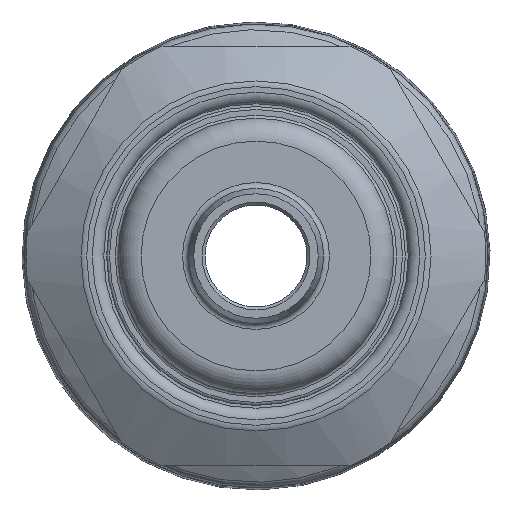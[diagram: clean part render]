
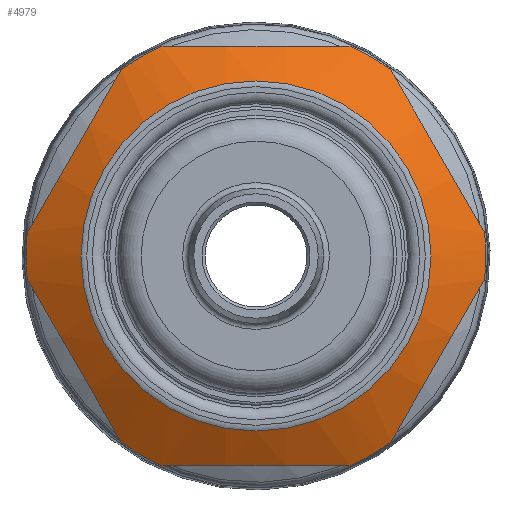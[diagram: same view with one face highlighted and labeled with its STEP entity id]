
A CAD part, front view. The second image highlights one B-rep face of the part: STEP entity #4979.
In plain terms, the highlighted conical face has half-angle 60 degrees and reference radius 17.78 mm.
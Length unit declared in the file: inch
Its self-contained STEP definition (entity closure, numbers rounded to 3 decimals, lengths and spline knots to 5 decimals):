
#209=(
BOUNDED_CURVE()
B_SPLINE_CURVE(2,(#11508,#11509,#11510),.UNSPECIFIED.,.F.,.F.)
B_SPLINE_CURVE_WITH_KNOTS((3,3),(0.,1.67512),.UNSPECIFIED.)
CURVE()
GEOMETRIC_REPRESENTATION_ITEM()
RATIONAL_B_SPLINE_CURVE((1.,1.096,1.))
REPRESENTATION_ITEM('')
);
#210=(
BOUNDED_CURVE()
B_SPLINE_CURVE(2,(#11514,#11515,#11516),.UNSPECIFIED.,.F.,.F.)
B_SPLINE_CURVE_WITH_KNOTS((3,3),(0.,1.67512),.UNSPECIFIED.)
CURVE()
GEOMETRIC_REPRESENTATION_ITEM()
RATIONAL_B_SPLINE_CURVE((1.,1.096,1.))
REPRESENTATION_ITEM('')
);
#211=(
BOUNDED_CURVE()
B_SPLINE_CURVE(2,(#11520,#11521,#11522),.UNSPECIFIED.,.F.,.F.)
B_SPLINE_CURVE_WITH_KNOTS((3,3),(0.,1.67512),.UNSPECIFIED.)
CURVE()
GEOMETRIC_REPRESENTATION_ITEM()
RATIONAL_B_SPLINE_CURVE((1.,1.096,1.))
REPRESENTATION_ITEM('')
);
#212=(
BOUNDED_CURVE()
B_SPLINE_CURVE(2,(#11526,#11527,#11528),.UNSPECIFIED.,.F.,.F.)
B_SPLINE_CURVE_WITH_KNOTS((3,3),(0.,1.67512),.UNSPECIFIED.)
CURVE()
GEOMETRIC_REPRESENTATION_ITEM()
RATIONAL_B_SPLINE_CURVE((1.,1.096,1.))
REPRESENTATION_ITEM('')
);
#213=(
BOUNDED_CURVE()
B_SPLINE_CURVE(2,(#11532,#11533,#11534),.UNSPECIFIED.,.F.,.F.)
B_SPLINE_CURVE_WITH_KNOTS((3,3),(0.,1.67512),.UNSPECIFIED.)
CURVE()
GEOMETRIC_REPRESENTATION_ITEM()
RATIONAL_B_SPLINE_CURVE((1.,1.096,1.))
REPRESENTATION_ITEM('')
);
#214=(
BOUNDED_CURVE()
B_SPLINE_CURVE(2,(#11538,#11539,#11540),.UNSPECIFIED.,.F.,.F.)
B_SPLINE_CURVE_WITH_KNOTS((3,3),(0.,1.67512),.UNSPECIFIED.)
CURVE()
GEOMETRIC_REPRESENTATION_ITEM()
RATIONAL_B_SPLINE_CURVE((1.,1.096,1.))
REPRESENTATION_ITEM('')
);
#725=FACE_OUTER_BOUND('',#1060,.T.);
#1060=EDGE_LOOP('',(#3940,#3941,#3942,#3943,#3944,#3945,#3946,#3947,#3948,
#3949,#3950,#3951,#3952,#3953,#3954,#3955));
#1301=LINE('',#11504,#1459);
#1459=VECTOR('',#6708,0.7);
#1707=CIRCLE('',#5520,0.60928);
#1709=CIRCLE('',#5524,0.8);
#1710=CIRCLE('',#5525,0.8);
#1711=CIRCLE('',#5526,0.8);
#1712=CIRCLE('',#5527,0.8);
#1713=CIRCLE('',#5528,0.8);
#1714=CIRCLE('',#5529,0.8);
#1715=CIRCLE('',#5530,0.8);
#2145=VERTEX_POINT('',#11496);
#2147=VERTEX_POINT('',#11503);
#2148=VERTEX_POINT('',#11505);
#2149=VERTEX_POINT('',#11507);
#2150=VERTEX_POINT('',#11511);
#2151=VERTEX_POINT('',#11513);
#2152=VERTEX_POINT('',#11517);
#2153=VERTEX_POINT('',#11519);
#2154=VERTEX_POINT('',#11523);
#2155=VERTEX_POINT('',#11525);
#2156=VERTEX_POINT('',#11529);
#2157=VERTEX_POINT('',#11531);
#2158=VERTEX_POINT('',#11535);
#2159=VERTEX_POINT('',#11537);
#2762=EDGE_CURVE('',#2145,#2145,#1707,.T.);
#2764=EDGE_CURVE('',#2145,#2147,#1301,.T.);
#2765=EDGE_CURVE('',#2148,#2147,#1709,.T.);
#2766=EDGE_CURVE('',#2149,#2148,#209,.T.);
#2767=EDGE_CURVE('',#2150,#2149,#1710,.T.);
#2768=EDGE_CURVE('',#2151,#2150,#210,.T.);
#2769=EDGE_CURVE('',#2152,#2151,#1711,.T.);
#2770=EDGE_CURVE('',#2153,#2152,#211,.T.);
#2771=EDGE_CURVE('',#2154,#2153,#1712,.T.);
#2772=EDGE_CURVE('',#2155,#2154,#212,.T.);
#2773=EDGE_CURVE('',#2156,#2155,#1713,.T.);
#2774=EDGE_CURVE('',#2157,#2156,#213,.T.);
#2775=EDGE_CURVE('',#2158,#2157,#1714,.T.);
#2776=EDGE_CURVE('',#2159,#2158,#214,.T.);
#2777=EDGE_CURVE('',#2147,#2159,#1715,.T.);
#3940=ORIENTED_EDGE('',*,*,#2762,.F.);
#3941=ORIENTED_EDGE('',*,*,#2764,.T.);
#3942=ORIENTED_EDGE('',*,*,#2765,.F.);
#3943=ORIENTED_EDGE('',*,*,#2766,.F.);
#3944=ORIENTED_EDGE('',*,*,#2767,.F.);
#3945=ORIENTED_EDGE('',*,*,#2768,.F.);
#3946=ORIENTED_EDGE('',*,*,#2769,.F.);
#3947=ORIENTED_EDGE('',*,*,#2770,.F.);
#3948=ORIENTED_EDGE('',*,*,#2771,.F.);
#3949=ORIENTED_EDGE('',*,*,#2772,.F.);
#3950=ORIENTED_EDGE('',*,*,#2773,.F.);
#3951=ORIENTED_EDGE('',*,*,#2774,.F.);
#3952=ORIENTED_EDGE('',*,*,#2775,.F.);
#3953=ORIENTED_EDGE('',*,*,#2776,.F.);
#3954=ORIENTED_EDGE('',*,*,#2777,.F.);
#3955=ORIENTED_EDGE('',*,*,#2764,.F.);
#4431=CONICAL_SURFACE('',#5523,0.7,1.047);
#4979=ADVANCED_FACE('',(#725),#4431,.T.);
#5520=AXIS2_PLACEMENT_3D('',#11498,#6700,#6701);
#5523=AXIS2_PLACEMENT_3D('',#11502,#6706,#6707);
#5524=AXIS2_PLACEMENT_3D('',#11506,#6709,#6710);
#5525=AXIS2_PLACEMENT_3D('',#11512,#6711,#6712);
#5526=AXIS2_PLACEMENT_3D('',#11518,#6713,#6714);
#5527=AXIS2_PLACEMENT_3D('',#11524,#6715,#6716);
#5528=AXIS2_PLACEMENT_3D('',#11530,#6717,#6718);
#5529=AXIS2_PLACEMENT_3D('',#11536,#6719,#6720);
#5530=AXIS2_PLACEMENT_3D('',#11541,#6721,#6722);
#6700=DIRECTION('center_axis',(0.,-1.,0.));
#6701=DIRECTION('ref_axis',(-1.,0.,0.));
#6706=DIRECTION('center_axis',(0.,1.,0.));
#6707=DIRECTION('ref_axis',(1.,0.,0.));
#6708=DIRECTION('',(-0.866,0.5,0.));
#6709=DIRECTION('center_axis',(0.,1.,0.));
#6710=DIRECTION('ref_axis',(-1.,0.,0.));
#6711=DIRECTION('center_axis',(0.,1.,0.));
#6712=DIRECTION('ref_axis',(-1.,0.,0.));
#6713=DIRECTION('center_axis',(0.,1.,0.));
#6714=DIRECTION('ref_axis',(-1.,0.,0.));
#6715=DIRECTION('center_axis',(0.,1.,0.));
#6716=DIRECTION('ref_axis',(-1.,0.,0.));
#6717=DIRECTION('center_axis',(0.,1.,0.));
#6718=DIRECTION('ref_axis',(-1.,0.,0.));
#6719=DIRECTION('center_axis',(0.,1.,0.));
#6720=DIRECTION('ref_axis',(-1.,0.,0.));
#6721=DIRECTION('center_axis',(0.,1.,0.));
#6722=DIRECTION('ref_axis',(-1.,0.,0.));
#11496=CARTESIAN_POINT('',(-0.60928,-2.06909,0.));
#11498=CARTESIAN_POINT('Origin',(0.,-2.06909,
0.));
#11502=CARTESIAN_POINT('Origin',(0.,-2.01671,
0.));
#11503=CARTESIAN_POINT('',(-0.8,-1.95898,0.));
#11504=CARTESIAN_POINT('',(-0.7,-2.01671,0.));
#11505=CARTESIAN_POINT('',(-0.79583,-1.95898,-0.08158));
#11506=CARTESIAN_POINT('Origin',(0.,-1.95898,0.));
#11507=CARTESIAN_POINT('',(-0.46857,-1.95898,-0.64842));
#11508=CARTESIAN_POINT('Ctrl Pts',(-0.46857,-1.95898,
-0.64842));
#11509=CARTESIAN_POINT('Ctrl Pts',(-0.6322,-2.03627,
-0.365));
#11510=CARTESIAN_POINT('Ctrl Pts',(-0.79583,-1.95898,
-0.08158));
#11511=CARTESIAN_POINT('',(-0.32726,-1.95898,-0.73));
#11512=CARTESIAN_POINT('Origin',(0.,-1.95898,0.));
#11513=CARTESIAN_POINT('',(0.32726,-1.95898,-0.73));
#11514=CARTESIAN_POINT('Ctrl Pts',(0.32726,-1.95898,
-0.73));
#11515=CARTESIAN_POINT('Ctrl Pts',(0.,-2.03627,
-0.73));
#11516=CARTESIAN_POINT('Ctrl Pts',(-0.32726,-1.95898,
-0.73));
#11517=CARTESIAN_POINT('',(0.46857,-1.95898,-0.64842));
#11518=CARTESIAN_POINT('Origin',(0.,-1.95898,0.));
#11519=CARTESIAN_POINT('',(0.79583,-1.95898,-0.08158));
#11520=CARTESIAN_POINT('Ctrl Pts',(0.79583,-1.95898,
-0.08158));
#11521=CARTESIAN_POINT('Ctrl Pts',(0.6322,-2.03627,-0.365));
#11522=CARTESIAN_POINT('Ctrl Pts',(0.46857,-1.95898,
-0.64842));
#11523=CARTESIAN_POINT('',(0.79583,-1.95898,0.08158));
#11524=CARTESIAN_POINT('Origin',(0.,-1.95898,0.));
#11525=CARTESIAN_POINT('',(0.46857,-1.95898,0.64842));
#11526=CARTESIAN_POINT('Ctrl Pts',(0.46857,-1.95898,
0.64842));
#11527=CARTESIAN_POINT('Ctrl Pts',(0.6322,-2.03627,0.365));
#11528=CARTESIAN_POINT('Ctrl Pts',(0.79583,-1.95898,
0.08158));
#11529=CARTESIAN_POINT('',(0.32726,-1.95898,0.73));
#11530=CARTESIAN_POINT('Origin',(0.,-1.95898,0.));
#11531=CARTESIAN_POINT('',(-0.32726,-1.95898,0.73));
#11532=CARTESIAN_POINT('Ctrl Pts',(-0.32726,-1.95898,
0.73));
#11533=CARTESIAN_POINT('Ctrl Pts',(0.,-2.03627,
0.73));
#11534=CARTESIAN_POINT('Ctrl Pts',(0.32726,-1.95898,
0.73));
#11535=CARTESIAN_POINT('',(-0.46857,-1.95898,0.64842));
#11536=CARTESIAN_POINT('Origin',(0.,-1.95898,0.));
#11537=CARTESIAN_POINT('',(-0.79583,-1.95898,0.08158));
#11538=CARTESIAN_POINT('Ctrl Pts',(-0.79583,-1.95898,
0.08158));
#11539=CARTESIAN_POINT('Ctrl Pts',(-0.6322,-2.03627,
0.365));
#11540=CARTESIAN_POINT('Ctrl Pts',(-0.46857,-1.95898,
0.64842));
#11541=CARTESIAN_POINT('Origin',(0.,-1.95898,0.));
